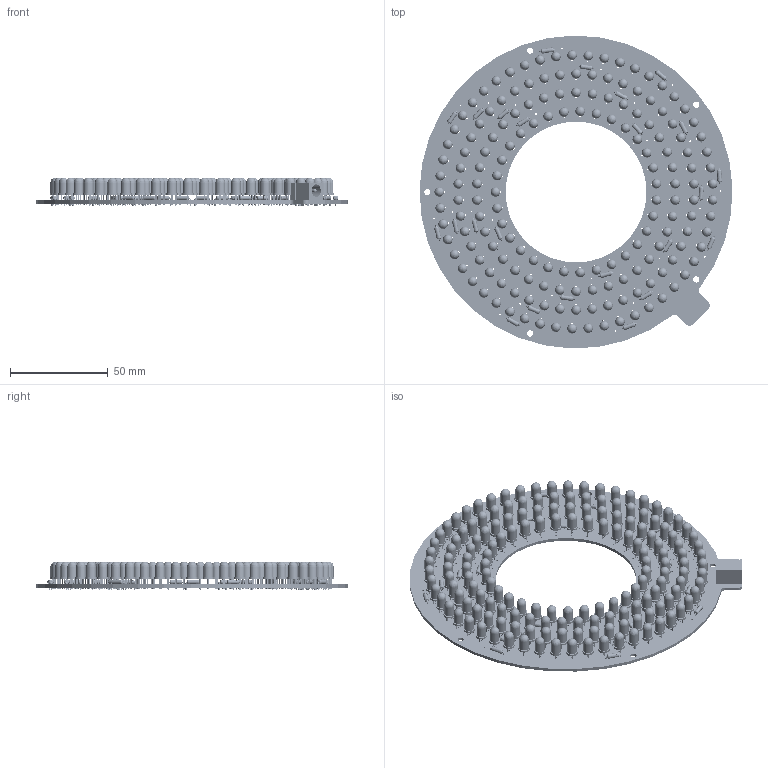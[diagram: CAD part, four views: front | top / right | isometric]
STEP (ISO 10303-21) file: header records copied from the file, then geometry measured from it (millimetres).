
FILE_DESCRIPTION(('FreeCAD Model'),'2;1');
FILE_NAME('Open CASCADE Shape Model','2021-10-20T16:23:31',('Author'),( ''),'Open CASCADE STEP processor 7.4','FreeCAD','Unknown');
FILE_SCHEMA(('AUTOMOTIVE_DESIGN { 1 0 10303 214 1 1 1 1 }'));
Length unit declared in the file: millimetre
Products named in the file (8): 72mm_id_4_row_168_led; Board_Geoms_ad33; Pcb_ad33; Step_Models_ad33; Top_ad33; D1_LED_D5.0mm_60B7C9A3; J1_BarrelJack_CUI_PJ-063AH_Horizontal_60B7D57E; R1_R_Axial_DIN0207_L63mm_D25mm_P762mm_Horizontal_60B7D595
Assembly tree (197 placements, depth 4):
  72mm_id_4_row_168_led
    Board_Geoms_ad33
      Pcb_ad33
    Step_Models_ad33
      Top_ad33
        D1_LED_D5.0mm_60B7C9A3  x168
        J1_BarrelJack_CUI_PJ-063AH_Horizontal_60B7D57E
        R1_R_Axial_DIN0207_L63mm_D25mm_P762mm_Horizontal_60B7D595  x24
Bounding box: 159.97 x 159.97 x 14.6 mm (x, y, z)
Volume: 53107.1 mm3; surface area: 69103.6 mm2
Topology: 195 solids, 195 shells, 3570 faces, 8395 edges, 7021 vertices
Faces by surface type: plane 2434, cylinder 871, sphere 169, torus 96
Full cylindrical faces by diameter (mm): 0.6 x48, 0.8 x48, 0.9 x336, 1.5 x1, 1.6 x1, 2 x1, 2.25 x24, 2.5 x48, 3.2 x5, 4.9 x168, 6.5 x1, 72 x1
Entity records: 53197 total; most frequent: CARTESIAN_POINT 15064, DIRECTION 6658, LINE 3419, VECTOR 3419, ORIENTED_EDGE 3118, PCURVE 3118, DEFINITIONAL_REPRESENTATION 3118, AXIS2_PLACEMENT_3D 1617
